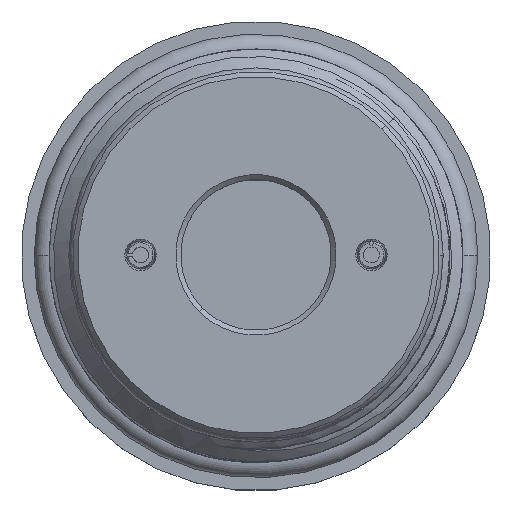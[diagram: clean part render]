
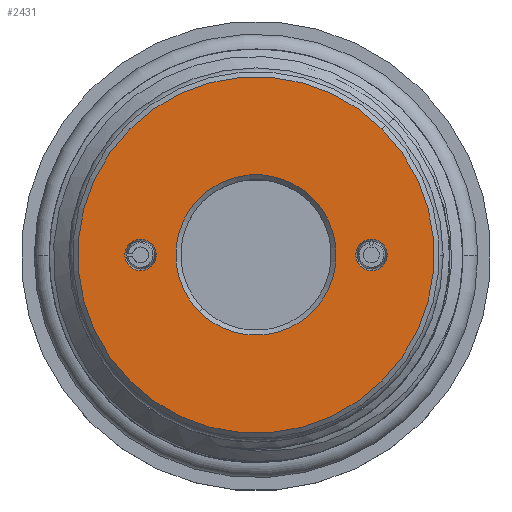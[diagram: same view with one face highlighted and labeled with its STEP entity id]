
A CAD part, top view. The second image highlights one B-rep face of the part: STEP entity #2431.
In plain terms, the highlighted planar face has unit normal (0, 0, 1).
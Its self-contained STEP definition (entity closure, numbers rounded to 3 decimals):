
#70 = FACE_BOUND ( 'NONE', #5727, .T. ) ;
#216 = CIRCLE ( 'NONE', #8048, 8. ) ;
#647 = CIRCLE ( 'NONE', #14702, 17.76 ) ;
#708 = CARTESIAN_POINT ( 'NONE',  ( -5.657, -5.657, 78.2 ) ) ;
#739 = EDGE_LOOP ( 'NONE', ( #13580, #8378 ) ) ;
#977 = ORIENTED_EDGE ( 'NONE', *, *, #10477, .T. ) ;
#1180 = AXIS2_PLACEMENT_3D ( 'NONE', #10808, #12060, #4589 ) ;
#1608 = AXIS2_PLACEMENT_3D ( 'NONE', #3900, #9092, #1611 ) ;
#1611 = DIRECTION ( 'NONE',  ( 0.707, 0.707, 0. ) ) ;
#1777 = DIRECTION ( 'NONE',  ( -0.707, -0.707, 0. ) ) ;
#2096 = ORIENTED_EDGE ( 'NONE', *, *, #14678, .T. ) ;
#2431 = ADVANCED_FACE ( 'NONE', ( #70, #9444, #11773, #4542 ), #3547, .F. ) ;
#2493 = AXIS2_PLACEMENT_3D ( 'NONE', #14027, #7642, #11595 ) ;
#2582 = CIRCLE ( 'NONE', #9545, 8. ) ;
#2957 = CARTESIAN_POINT ( 'NONE',  ( 5.657, 5.657, 78.2 ) ) ;
#3301 = AXIS2_PLACEMENT_3D ( 'NONE', #13477, #14629, #13418 ) ;
#3352 = EDGE_CURVE ( 'NONE', #5511, #12311, #647, .T. ) ;
#3547 = PLANE ( 'NONE',  #3301 ) ;
#3900 = CARTESIAN_POINT ( 'NONE',  ( 11.5, 0., 78.2 ) ) ;
#4485 = ORIENTED_EDGE ( 'NONE', *, *, #5676, .T. ) ;
#4542 = FACE_BOUND ( 'NONE', #8132, .T. ) ;
#4589 = DIRECTION ( 'NONE',  ( -0.707, -0.707, 0. ) ) ;
#4790 = ORIENTED_EDGE ( 'NONE', *, *, #9197, .T. ) ;
#5190 = ORIENTED_EDGE ( 'NONE', *, *, #9434, .T. ) ;
#5303 = CARTESIAN_POINT ( 'NONE',  ( -12.558, -12.558, 78.2 ) ) ;
#5455 = CARTESIAN_POINT ( 'NONE',  ( -12.604, -1.104, 78.2 ) ) ;
#5511 = VERTEX_POINT ( 'NONE', #14890 ) ;
#5540 = CARTESIAN_POINT ( 'NONE',  ( 0., 0., 78.2 ) ) ;
#5676 = EDGE_CURVE ( 'NONE', #7758, #11587, #216, .T. ) ;
#5727 = EDGE_LOOP ( 'NONE', ( #2096, #4485 ) ) ;
#5842 = CARTESIAN_POINT ( 'NONE',  ( 0., 0., 78.2 ) ) ;
#7031 = DIRECTION ( 'NONE',  ( 0., 0., -1. ) ) ;
#7489 = CARTESIAN_POINT ( 'NONE',  ( 12.604, 1.104, 78.2 ) ) ;
#7642 = DIRECTION ( 'NONE',  ( 0., 0., 1. ) ) ;
#7758 = VERTEX_POINT ( 'NONE', #708 ) ;
#7953 = CARTESIAN_POINT ( 'NONE',  ( 10.396, -1.104, 78.2 ) ) ;
#7963 = CARTESIAN_POINT ( 'NONE',  ( 0., 0., 78.2 ) ) ;
#8048 = AXIS2_PLACEMENT_3D ( 'NONE', #5540, #14280, #1777 ) ;
#8080 = CIRCLE ( 'NONE', #1608, 1.561 ) ;
#8132 = EDGE_LOOP ( 'NONE', ( #977, #4790 ) ) ;
#8175 = DIRECTION ( 'NONE',  ( -0.707, -0.707, 0. ) ) ;
#8378 = ORIENTED_EDGE ( 'NONE', *, *, #3352, .T. ) ;
#8723 = DIRECTION ( 'NONE',  ( 0., 0., -1. ) ) ;
#8778 = CARTESIAN_POINT ( 'NONE',  ( 11.5, 0., 78.2 ) ) ;
#9092 = DIRECTION ( 'NONE',  ( 0., 0., -1. ) ) ;
#9100 = CARTESIAN_POINT ( 'NONE',  ( -10.396, 1.104, 78.2 ) ) ;
#9197 = EDGE_CURVE ( 'NONE', #10125, #10225, #15629, .T. ) ;
#9434 = EDGE_CURVE ( 'NONE', #12692, #10142, #11267, .T. ) ;
#9444 = FACE_OUTER_BOUND ( 'NONE', #739, .T. ) ;
#9545 = AXIS2_PLACEMENT_3D ( 'NONE', #7963, #10519, #8175 ) ;
#9583 = DIRECTION ( 'NONE',  ( -0.707, -0.707, 0. ) ) ;
#10125 = VERTEX_POINT ( 'NONE', #5455 ) ;
#10142 = VERTEX_POINT ( 'NONE', #7953 ) ;
#10225 = VERTEX_POINT ( 'NONE', #9100 ) ;
#10477 = EDGE_CURVE ( 'NONE', #10225, #10125, #12808, .T. ) ;
#10519 = DIRECTION ( 'NONE',  ( 0., 0., -1. ) ) ;
#10673 = AXIS2_PLACEMENT_3D ( 'NONE', #15740, #7031, #9583 ) ;
#10808 = CARTESIAN_POINT ( 'NONE',  ( -11.5, 0., 78.2 ) ) ;
#10947 = DIRECTION ( 'NONE',  ( 0., 0., 1. ) ) ;
#11267 = CIRCLE ( 'NONE', #14451, 1.561 ) ;
#11370 = DIRECTION ( 'NONE',  ( 0.707, 0.707, 0. ) ) ;
#11555 = EDGE_CURVE ( 'NONE', #12311, #5511, #12170, .T. ) ;
#11587 = VERTEX_POINT ( 'NONE', #2957 ) ;
#11595 = DIRECTION ( 'NONE',  ( -0.707, -0.707, 0. ) ) ;
#11773 = FACE_BOUND ( 'NONE', #12001, .T. ) ;
#12001 = EDGE_LOOP ( 'NONE', ( #14038, #5190 ) ) ;
#12060 = DIRECTION ( 'NONE',  ( 0., 0., -1. ) ) ;
#12170 = CIRCLE ( 'NONE', #2493, 17.76 ) ;
#12311 = VERTEX_POINT ( 'NONE', #5303 ) ;
#12674 = EDGE_CURVE ( 'NONE', #10142, #12692, #8080, .T. ) ;
#12692 = VERTEX_POINT ( 'NONE', #7489 ) ;
#12808 = CIRCLE ( 'NONE', #1180, 1.561 ) ;
#13418 = DIRECTION ( 'NONE',  ( -0.707, -0.707, 0. ) ) ;
#13477 = CARTESIAN_POINT ( 'NONE',  ( -12.912, 12.912, 78.2 ) ) ;
#13479 = DIRECTION ( 'NONE',  ( -0.707, -0.707, 0. ) ) ;
#13580 = ORIENTED_EDGE ( 'NONE', *, *, #11555, .T. ) ;
#14027 = CARTESIAN_POINT ( 'NONE',  ( 0., 0., 78.2 ) ) ;
#14038 = ORIENTED_EDGE ( 'NONE', *, *, #12674, .T. ) ;
#14280 = DIRECTION ( 'NONE',  ( 0., 0., -1. ) ) ;
#14451 = AXIS2_PLACEMENT_3D ( 'NONE', #8778, #8723, #11370 ) ;
#14629 = DIRECTION ( 'NONE',  ( 0., 0., -1. ) ) ;
#14678 = EDGE_CURVE ( 'NONE', #11587, #7758, #2582, .T. ) ;
#14702 = AXIS2_PLACEMENT_3D ( 'NONE', #5842, #10947, #13479 ) ;
#14890 = CARTESIAN_POINT ( 'NONE',  ( 12.558, 12.558, 78.2 ) ) ;
#15629 = CIRCLE ( 'NONE', #10673, 1.561 ) ;
#15740 = CARTESIAN_POINT ( 'NONE',  ( -11.5, 0., 78.2 ) ) ;
